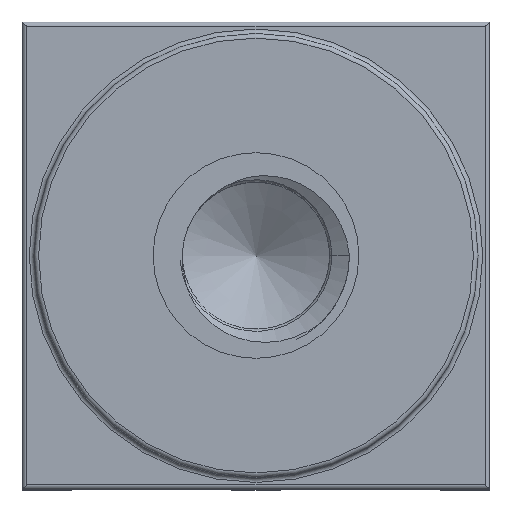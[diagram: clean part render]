
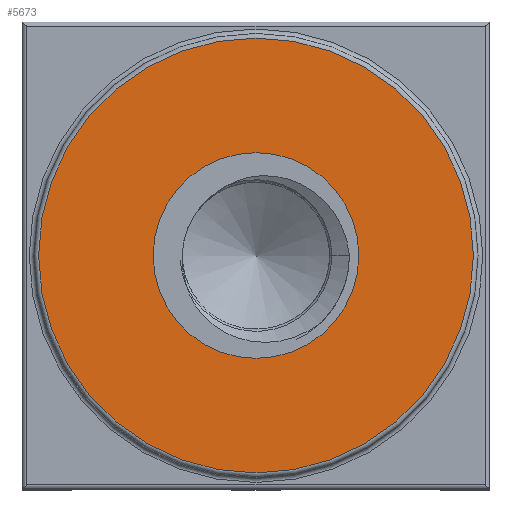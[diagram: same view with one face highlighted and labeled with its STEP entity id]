
A CAD part, top view. The second image highlights one B-rep face of the part: STEP entity #5673.
In plain terms, the highlighted planar face has unit normal (0, 0, 1).
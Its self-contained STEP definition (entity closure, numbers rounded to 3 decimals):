
#5435 = VERTEX_POINT('',#5436);
#5436 = CARTESIAN_POINT('',(4.65,0.,7.));
#5445 = EDGE_CURVE('',#5435,#5435,#5446,.T.);
#5446 = CIRCLE('',#5447,4.65);
#5447 = AXIS2_PLACEMENT_3D('',#5448,#5449,#5450);
#5448 = CARTESIAN_POINT('',(0.,0.,7.));
#5449 = DIRECTION('',(-0.,0.,1.));
#5450 = DIRECTION('',(1.,0.,0.));
#5673 = ADVANCED_FACE('',(#5674,#5677),#5688,.F.);
#5674 = FACE_BOUND('',#5675,.F.);
#5675 = EDGE_LOOP('',(#5676));
#5676 = ORIENTED_EDGE('',*,*,#5445,.F.);
#5677 = FACE_BOUND('',#5678,.F.);
#5678 = EDGE_LOOP('',(#5679));
#5679 = ORIENTED_EDGE('',*,*,#5680,.T.);
#5680 = EDGE_CURVE('',#5681,#5681,#5683,.T.);
#5681 = VERTEX_POINT('',#5682);
#5682 = CARTESIAN_POINT('',(2.2,0.,7.));
#5683 = CIRCLE('',#5684,2.2);
#5684 = AXIS2_PLACEMENT_3D('',#5685,#5686,#5687);
#5685 = CARTESIAN_POINT('',(0.,0.,7.));
#5686 = DIRECTION('',(0.,0.,1.));
#5687 = DIRECTION('',(1.,0.,0.));
#5688 = PLANE('',#5689);
#5689 = AXIS2_PLACEMENT_3D('',#5690,#5691,#5692);
#5690 = CARTESIAN_POINT('',(0.,0.,7.));
#5691 = DIRECTION('',(-0.,-0.,-1.));
#5692 = DIRECTION('',(-1.,0.,0.));
